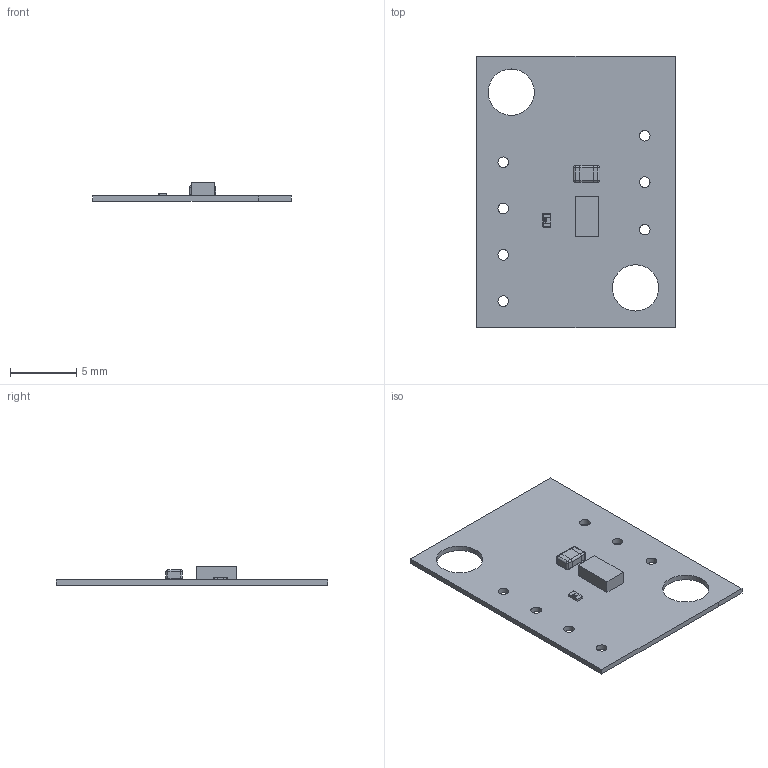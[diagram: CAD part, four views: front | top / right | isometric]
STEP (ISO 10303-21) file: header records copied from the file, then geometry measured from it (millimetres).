
FILE_DESCRIPTION(('Open CASCADE Model'),'2;1');
FILE_NAME('Open CASCADE Shape Model','2016-04-26T10:30:57',('Author'),( 'Open CASCADE'),'Open CASCADE STEP processor 6.5','Open CASCADE 6.5' ,'Unknown');
FILE_SCHEMA(('AUTOMOTIVE_DESIGN { 1 0 10303 214 1 1 1 1 }'));
Length unit declared in the file: millimetre
Products named in the file (9): PCB; Board; S1; 1340932800; Extruded; C1; User_Library-0805_SMD_Capacitor; R1; 0402_SMD_Resistor
Assembly tree (8 placements, depth 4):
  PCB
    Board
    S1
      1340932800
        Extruded
    C1
      User_Library-0805_SMD_Capacitor
    R1
      0402_SMD_Resistor
Bounding box: 15 x 20.5 x 1.41 mm (x, y, z)
Volume: 124.5 mm3; surface area: 646.1 mm2
Topology: 4 solids, 4 shells, 196 faces, 467 edges, 274 vertices
Faces by surface type: plane 77, bspline 54, cylinder 49, sphere 16
Full cylindrical faces by diameter (mm): 0.8 x7, 3.5 x2
Entity records: 17440 total; most frequent: CARTESIAN_POINT 7794, DIRECTION 1205, ORIENTED_EDGE 902, PCURVE 902, DEFINITIONAL_REPRESENTATION 902, LINE 721, VECTOR 721, B_SPLINE_CURVE_WITH_KNOTS 532
